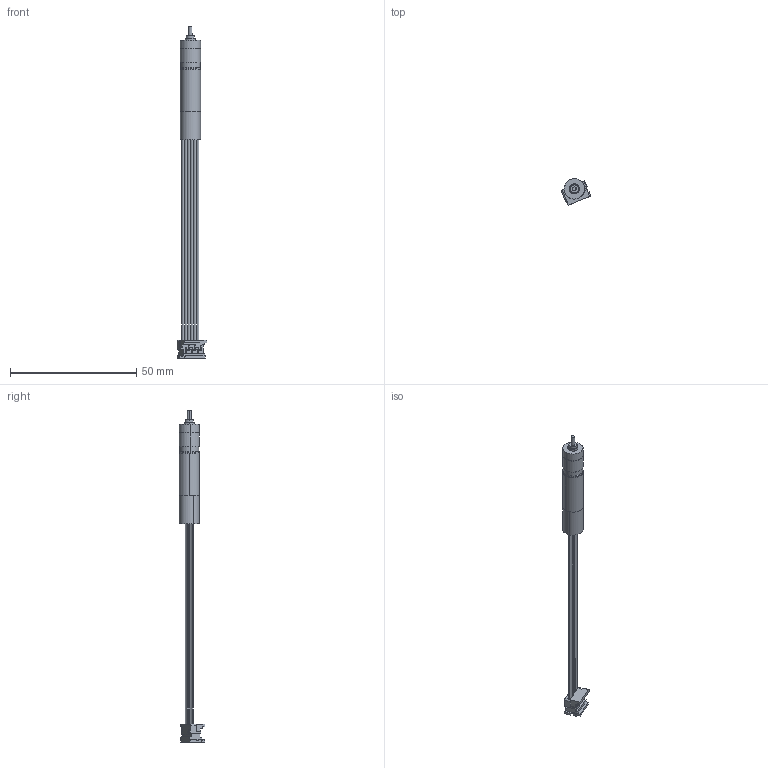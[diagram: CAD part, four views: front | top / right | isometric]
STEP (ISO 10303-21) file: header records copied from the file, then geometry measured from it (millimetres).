
FILE_DESCRIPTION (( 'STEP AP203' ), '1' );
FILE_NAME ('DCU08017+RS08+PG08C-0016.STEP', '2022-07-25T02:15:05', ( '88' ), ( '' ), 'SwSTEP 2.0', 'SolidWorks 2014', '' );
FILE_SCHEMA (( 'CONFIG_CONTROL_DESIGN' ));
Length unit declared in the file: millimetre
Products named in the file (3): DCU08017+RS08; PG08C-2; DCU08017+RS08+PG08C-0016
Assembly tree (2 placements, depth 2):
  DCU08017+RS08+PG08C-0016
    DCU08017+RS08
    PG08C-2
Bounding box: 11.81 x 10.25 x 131.24 mm (x, y, z)
Volume: 582.1 mm3; surface area: 2928.1 mm2
Topology: 1 solids, 5 shells, 170 faces, 816 edges, 654 vertices
Faces by surface type: plane 125, cylinder 43, cone 2
Entity records: 8588 total; most frequent: CARTESIAN_POINT 1846, DIRECTION 1223, ORIENTED_EDGE 1193, EDGE_CURVE 816, VECTOR 681, LINE 681, VERTEX_POINT 654, AXIS2_PLACEMENT_3D 271
